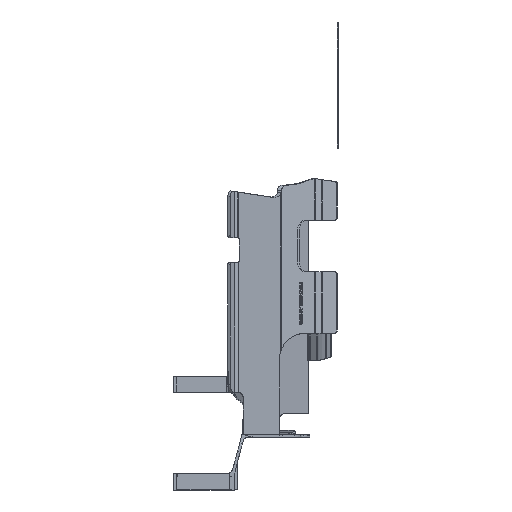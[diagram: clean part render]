
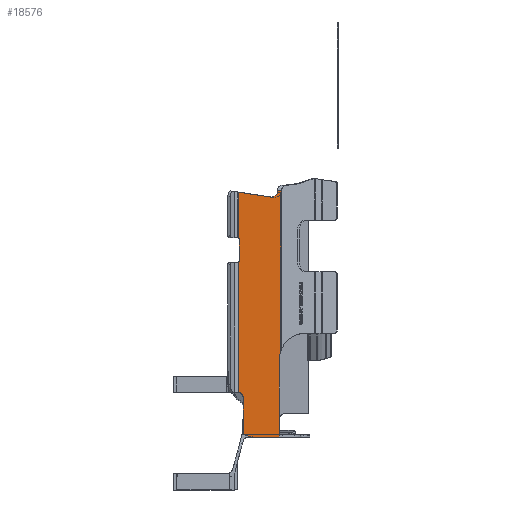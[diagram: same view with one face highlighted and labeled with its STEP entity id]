
A CAD part, left-side view. The second image highlights one B-rep face of the part: STEP entity #18576.
In plain terms, the highlighted planar face has unit normal (-1, 0, 0).
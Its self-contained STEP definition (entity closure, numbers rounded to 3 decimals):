
#36=ELLIPSE('',#19081,96.449,73.884);
#50=ELLIPSE('',#19392,7.834,5.);
#799=B_SPLINE_CURVE_WITH_KNOTS('',3,(#36670,#36671,#36672,#36673),
 .UNSPECIFIED.,.F.,.F.,(4,4),(0.048,0.429),
 .UNSPECIFIED.);
#808=B_SPLINE_CURVE_WITH_KNOTS('',3,(#36845,#36846,#36847,#36848),
 .UNSPECIFIED.,.F.,.F.,(4,4),(-1.107,-0.141),
 .UNSPECIFIED.);
#809=B_SPLINE_CURVE_WITH_KNOTS('',3,(#36850,#36851,#36852,#36853),
 .UNSPECIFIED.,.F.,.F.,(4,4),(2.31,2.353),
 .UNSPECIFIED.);
#810=B_SPLINE_CURVE_WITH_KNOTS('',3,(#36854,#36855,#36856,#36857),
 .UNSPECIFIED.,.F.,.F.,(4,4),(-1.235,-1.105),
 .UNSPECIFIED.);
#1652=PLANE('',#19410);
#2587=FACE_OUTER_BOUND('',#3626,.T.);
#3626=EDGE_LOOP('',(#16648,#16649,#16650,#16651,#16652,#16653,#16654,#16655,
#16656,#16657,#16658,#16659,#16660,#16661,#16662,#16663,#16664,#16665,#16666,
#16667));
#4191=LINE('',#24338,#5828);
#5180=LINE('',#36689,#6817);
#5182=LINE('',#36700,#6819);
#5185=LINE('',#36714,#6822);
#5186=LINE('',#36726,#6823);
#5187=LINE('',#36730,#6824);
#5190=LINE('',#36738,#6827);
#5191=LINE('',#36741,#6828);
#5194=LINE('',#36750,#6831);
#5204=LINE('',#36859,#6841);
#5828=VECTOR('',#20768,10.);
#6817=VECTOR('',#22333,10.);
#6819=VECTOR('',#22341,10.);
#6822=VECTOR('',#22350,10.);
#6823=VECTOR('',#22357,10.);
#6824=VECTOR('',#22362,10.);
#6827=VECTOR('',#22373,10.);
#6828=VECTOR('',#22376,10.);
#6831=VECTOR('',#22387,10.);
#6841=VECTOR('',#22419,10.);
#7280=CIRCLE('',#19381,5.);
#7281=CIRCLE('',#19384,2.);
#7282=CIRCLE('',#19387,2.);
#7283=CIRCLE('',#19398,25.);
#7734=VERTEX_POINT('',#24279);
#7735=VERTEX_POINT('',#24292);
#7748=VERTEX_POINT('',#24335);
#7749=VERTEX_POINT('',#24337);
#8888=VERTEX_POINT('',#36668);
#8889=VERTEX_POINT('',#36669);
#8891=VERTEX_POINT('',#36688);
#8892=VERTEX_POINT('',#36692);
#8893=VERTEX_POINT('',#36699);
#8894=VERTEX_POINT('',#36708);
#8895=VERTEX_POINT('',#36712);
#8896=VERTEX_POINT('',#36716);
#8897=VERTEX_POINT('',#36725);
#8898=VERTEX_POINT('',#36729);
#8899=VERTEX_POINT('',#36733);
#8900=VERTEX_POINT('',#36740);
#8901=VERTEX_POINT('',#36744);
#8902=VERTEX_POINT('',#36748);
#8909=VERTEX_POINT('',#36844);
#8910=VERTEX_POINT('',#36849);
#9701=EDGE_CURVE('',#7734,#7735,#36,.T.);
#9718=EDGE_CURVE('',#7748,#7749,#4191,.T.);
#11497=EDGE_CURVE('',#8888,#8889,#799,.F.);
#11501=EDGE_CURVE('',#8891,#8888,#5180,.T.);
#11503=EDGE_CURVE('',#8892,#8891,#7280,.F.);
#11505=EDGE_CURVE('',#8892,#8893,#5182,.T.);
#11507=EDGE_CURVE('',#8894,#8893,#7281,.T.);
#11510=EDGE_CURVE('',#8895,#8894,#5185,.T.);
#11511=EDGE_CURVE('',#8896,#8895,#7282,.T.);
#11513=EDGE_CURVE('',#8896,#8897,#5186,.T.);
#11515=EDGE_CURVE('',#8898,#8897,#5187,.T.);
#11517=EDGE_CURVE('',#8898,#8899,#50,.T.);
#11520=EDGE_CURVE('',#8899,#7734,#5190,.T.);
#11521=EDGE_CURVE('',#8900,#7735,#5191,.T.);
#11523=EDGE_CURVE('',#8901,#8900,#7283,.F.);
#11526=EDGE_CURVE('',#8901,#8902,#5194,.T.);
#11542=EDGE_CURVE('',#7749,#8909,#808,.T.);
#11543=EDGE_CURVE('',#8910,#8909,#809,.T.);
#11544=EDGE_CURVE('',#8889,#8910,#810,.F.);
#11545=EDGE_CURVE('',#8902,#7748,#5204,.T.);
#16648=ORIENTED_EDGE('',*,*,#11526,.F.);
#16649=ORIENTED_EDGE('',*,*,#11523,.T.);
#16650=ORIENTED_EDGE('',*,*,#11521,.T.);
#16651=ORIENTED_EDGE('',*,*,#9701,.F.);
#16652=ORIENTED_EDGE('',*,*,#11520,.F.);
#16653=ORIENTED_EDGE('',*,*,#11517,.F.);
#16654=ORIENTED_EDGE('',*,*,#11515,.T.);
#16655=ORIENTED_EDGE('',*,*,#11513,.F.);
#16656=ORIENTED_EDGE('',*,*,#11511,.T.);
#16657=ORIENTED_EDGE('',*,*,#11510,.T.);
#16658=ORIENTED_EDGE('',*,*,#11507,.T.);
#16659=ORIENTED_EDGE('',*,*,#11505,.F.);
#16660=ORIENTED_EDGE('',*,*,#11503,.T.);
#16661=ORIENTED_EDGE('',*,*,#11501,.T.);
#16662=ORIENTED_EDGE('',*,*,#11497,.T.);
#16663=ORIENTED_EDGE('',*,*,#11544,.T.);
#16664=ORIENTED_EDGE('',*,*,#11543,.T.);
#16665=ORIENTED_EDGE('',*,*,#11542,.F.);
#16666=ORIENTED_EDGE('',*,*,#9718,.F.);
#16667=ORIENTED_EDGE('',*,*,#11545,.F.);
#18576=ADVANCED_FACE('',(#2587),#1652,.F.);
#19081=AXIS2_PLACEMENT_3D('',#24293,#20738,#20739);
#19381=AXIS2_PLACEMENT_3D('',#36693,#22337,#22338);
#19384=AXIS2_PLACEMENT_3D('',#36709,#22344,#22345);
#19387=AXIS2_PLACEMENT_3D('',#36717,#22353,#22354);
#19392=AXIS2_PLACEMENT_3D('',#36734,#22366,#22367);
#19398=AXIS2_PLACEMENT_3D('',#36745,#22381,#22382);
#19410=AXIS2_PLACEMENT_3D('',#36858,#22417,#22418);
#20738=DIRECTION('center_axis',(-1.,0.,0.));
#20739=DIRECTION('ref_axis',(0.,1.,0.));
#20768=DIRECTION('',(0.,1.,0.));
#22333=DIRECTION('',(0.,-0.019,-1.));
#22337=DIRECTION('center_axis',(-1.,0.,0.));
#22338=DIRECTION('ref_axis',(0.,-0.701,0.714));
#22341=DIRECTION('',(0.,0.,1.));
#22344=DIRECTION('center_axis',(1.,0.,0.));
#22345=DIRECTION('ref_axis',(0.,-0.707,-0.707));
#22350=DIRECTION('',(0.,0.,-1.));
#22353=DIRECTION('center_axis',(1.,0.,0.));
#22354=DIRECTION('ref_axis',(0.,-0.707,0.707));
#22357=DIRECTION('',(0.,0.,1.));
#22362=DIRECTION('',(0.,0.988,0.155));
#22366=DIRECTION('center_axis',(-1.,0.,0.));
#22367=DIRECTION('ref_axis',(0.,-0.988,-0.155));
#22373=DIRECTION('',(0.,0.,1.));
#22376=DIRECTION('',(0.,0.,1.));
#22381=DIRECTION('center_axis',(-1.,0.,0.));
#22382=DIRECTION('ref_axis',(0.,0.707,0.707));
#22387=DIRECTION('',(0.,0.,-1.));
#22417=DIRECTION('center_axis',(1.,0.,0.));
#22418=DIRECTION('ref_axis',(0.,0.,
1.));
#22419=DIRECTION('',(0.,0.,-1.));
#24279=CARTESIAN_POINT('',(28.963,57.443,-89.479));
#24292=CARTESIAN_POINT('',(28.963,53.554,-89.732));
#24293=CARTESIAN_POINT('Origin',(28.963,47.364,-16.));
#24335=CARTESIAN_POINT('',(28.963,55.679,-322.706));
#24337=CARTESIAN_POINT('',(28.963,80.372,-322.706));
#24338=CARTESIAN_POINT('',(28.963,58.147,-322.706));
#36668=CARTESIAN_POINT('',(28.963,89.215,-316.399));
#36669=CARTESIAN_POINT('',(28.963,90.527,-319.87));
#36670=CARTESIAN_POINT('Ctrl Pts',(28.963,90.528,-319.869));
#36671=CARTESIAN_POINT('Ctrl Pts',(28.963,89.677,-318.933));
#36672=CARTESIAN_POINT('Ctrl Pts',(28.963,89.192,-317.666));
#36673=CARTESIAN_POINT('Ctrl Pts',(28.963,89.215,-316.399));
#36688=CARTESIAN_POINT('',(28.963,89.79,-285.363));
#36689=CARTESIAN_POINT('',(28.963,90.618,-240.655));
#36692=CARTESIAN_POINT('',(28.963,93.927,-280.53));
#36693=CARTESIAN_POINT('Origin',(28.963,94.789,-285.455));
#36699=CARTESIAN_POINT('',(28.963,93.927,-157.416));
#36700=CARTESIAN_POINT('',(28.963,93.927,-200.481));
#36708=CARTESIAN_POINT('',(28.963,93.239,-155.906));
#36709=CARTESIAN_POINT('Origin',(28.963,95.239,-155.906));
#36712=CARTESIAN_POINT('',(28.963,93.239,-136.481));
#36714=CARTESIAN_POINT('',(28.963,93.239,-179.194));
#36716=CARTESIAN_POINT('',(28.963,93.927,-134.971));
#36717=CARTESIAN_POINT('Origin',(28.963,95.239,-136.481));
#36725=CARTESIAN_POINT('',(28.963,93.927,-91.464));
#36726=CARTESIAN_POINT('',(28.963,93.927,-200.481));
#36729=CARTESIAN_POINT('',(28.963,65.995,-95.836));
#36730=CARTESIAN_POINT('',(28.963,82.52,-93.249));
#36733=CARTESIAN_POINT('',(28.963,57.443,-91.61));
#36734=CARTESIAN_POINT('Origin',(28.963,65.222,-90.896));
#36738=CARTESIAN_POINT('',(28.963,57.443,-200.368));
#36740=CARTESIAN_POINT('',(28.963,53.554,-239.397));
#36741=CARTESIAN_POINT('',(28.963,53.554,-200.368));
#36744=CARTESIAN_POINT('',(28.963,55.679,-249.484));
#36745=CARTESIAN_POINT('Origin',(28.963,30.679,-249.484));
#36748=CARTESIAN_POINT('',(28.963,55.679,-320.206));
#36750=CARTESIAN_POINT('',(28.963,55.679,-320.956));
#36844=CARTESIAN_POINT('',(28.963,89.703,-320.206));
#36845=CARTESIAN_POINT('Ctrl Pts',(28.963,80.372,-322.706));
#36846=CARTESIAN_POINT('Ctrl Pts',(28.963,83.483,-321.872));
#36847=CARTESIAN_POINT('Ctrl Pts',(28.963,86.593,-321.039));
#36848=CARTESIAN_POINT('Ctrl Pts',(28.963,89.703,-320.206));
#36849=CARTESIAN_POINT('',(28.963,89.273,-320.206));
#36850=CARTESIAN_POINT('Ctrl Pts',(28.963,89.273,-320.206));
#36851=CARTESIAN_POINT('Ctrl Pts',(28.963,89.416,-320.206));
#36852=CARTESIAN_POINT('Ctrl Pts',(28.963,89.56,-320.206));
#36853=CARTESIAN_POINT('Ctrl Pts',(28.963,89.703,-320.206));
#36854=CARTESIAN_POINT('Ctrl Pts',(28.963,89.273,-320.206));
#36855=CARTESIAN_POINT('Ctrl Pts',(28.963,89.691,-320.094));
#36856=CARTESIAN_POINT('Ctrl Pts',(28.963,90.109,-319.982));
#36857=CARTESIAN_POINT('Ctrl Pts',(28.963,90.527,-319.87));
#36858=CARTESIAN_POINT('Origin',(28.963,84.686,-200.481));
#36859=CARTESIAN_POINT('',(28.963,55.679,-320.956));
